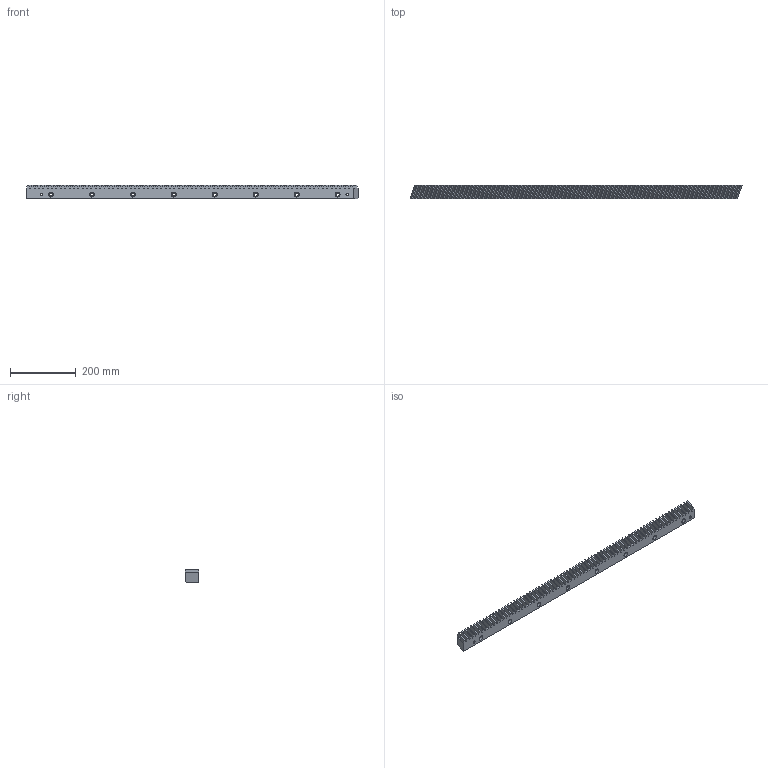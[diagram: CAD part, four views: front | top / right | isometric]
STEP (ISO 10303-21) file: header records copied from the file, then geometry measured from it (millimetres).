
FILE_DESCRIPTION(('STEP AP214'),'1');
FILE_NAME('145-040-210.stp','2017-06-03T08:05:06',('TraceParts'),('TraceParts S.A.'),'Spatial InterOp 3D',' ',' ');
FILE_SCHEMA(('automotive_design'));
Length unit declared in the file: millimetre
Products named in the file (1): 145-040-210
Bounding box: 1013.41 x 40 x 39.7 mm (x, y, z)
Volume: 1379546.9 mm3; surface area: 204037.7 mm2
Topology: 1 solids, 1 shells, 351 faces, 1023 edges, 682 vertices
Faces by surface type: plane 315, cylinder 36
Entity records: 14302 total; most frequent: CARTESIAN_POINT 2057, ORIENTED_EDGE 2046, DIRECTION 1799, EDGE_CURVE 1023, LINE 951, VECTOR 951, VERTEX_POINT 682, AXIS2_PLACEMENT_3D 424
